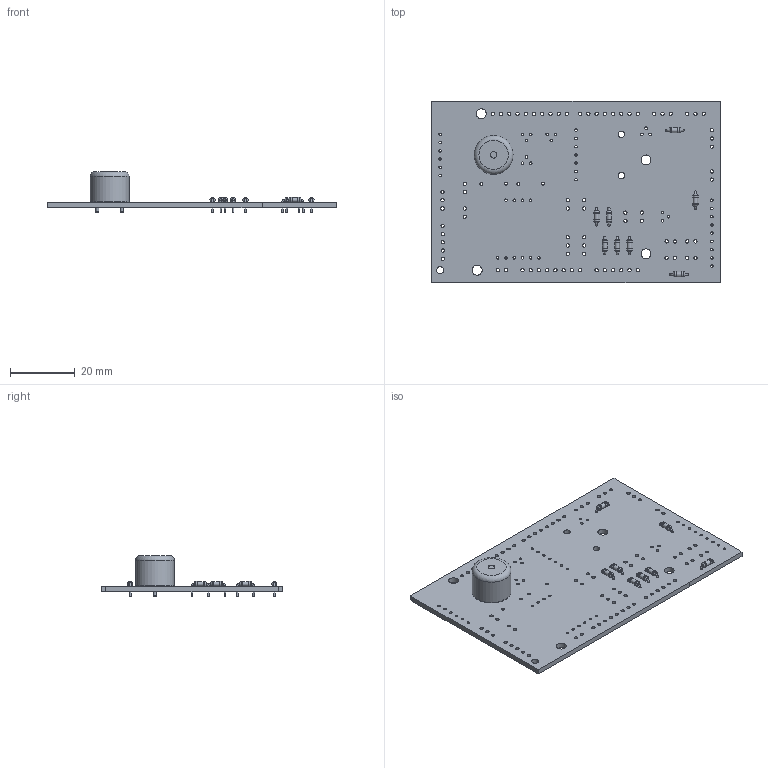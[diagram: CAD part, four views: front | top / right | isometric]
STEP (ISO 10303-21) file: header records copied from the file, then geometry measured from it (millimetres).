
FILE_DESCRIPTION(('KiCad electronic assembly'),'2;1');
FILE_NAME('RAPTOR.step','2019-02-11T13:12:52',('An Author'),('A Company' ),'Open CASCADE STEP processor 6.9','KiCad to STEP converter', 'Unknown');
FILE_SCHEMA(('AUTOMOTIVE_DESIGN { 1 0 10303 214 1 1 1 1 }'));
Length unit declared in the file: millimetre
Products named in the file (9): Open CASCADE STEP translator 6.9 1; Socket_header_Arduino_1x08; Buzzer_12x9.5RM7.6; SOLID; R_Axial_DIN0204_L3.6mm_D1.6mm_P5.08mm_Horizontal; Socket_header_Arduino_1x06; Socket_header_Arduino_1x10; COMPOUND
Assembly tree (16 placements, depth 3):
  Open CASCADE STEP translator 6.9 1
    Socket_header_Arduino_1x08  x2
    Buzzer_12x9.5RM7.6
      SOLID
    R_Axial_DIN0204_L3.6mm_D1.6mm_P5.08mm_Horizontal  x8
      SOLID
    Socket_header_Arduino_1x06
    Socket_header_Arduino_1x10
    COMPOUND
Bounding box: 88.9 x 55.88 x 12.53 mm (x, y, z)
Volume: 8853.9 mm3; surface area: 11730.3 mm2
Topology: 10 solids, 10 shells, 300 faces, 699 edges, 454 vertices
Faces by surface type: cylinder 199, plane 65, torus 36
Full cylindrical faces by diameter (mm): 0.5 x16, 0.7 x16, 0.762 x32, 0.813 x15, 0.899 x4, 0.9 x2, 1 x2, 1.016 x71, 1.02 x8, 1.44 x8, 1.6 x16, 2 x1, 2.032 x2, 2.18 x1, 3.048 x4, 12 x1
Entity records: 15268 total; most frequent: CARTESIAN_POINT 3028, DIRECTION 2365, ORIENTED_EDGE 1076, PCURVE 1076, DEFINITIONAL_REPRESENTATION 1076, LINE 938, VECTOR 938, CIRCLE 661
